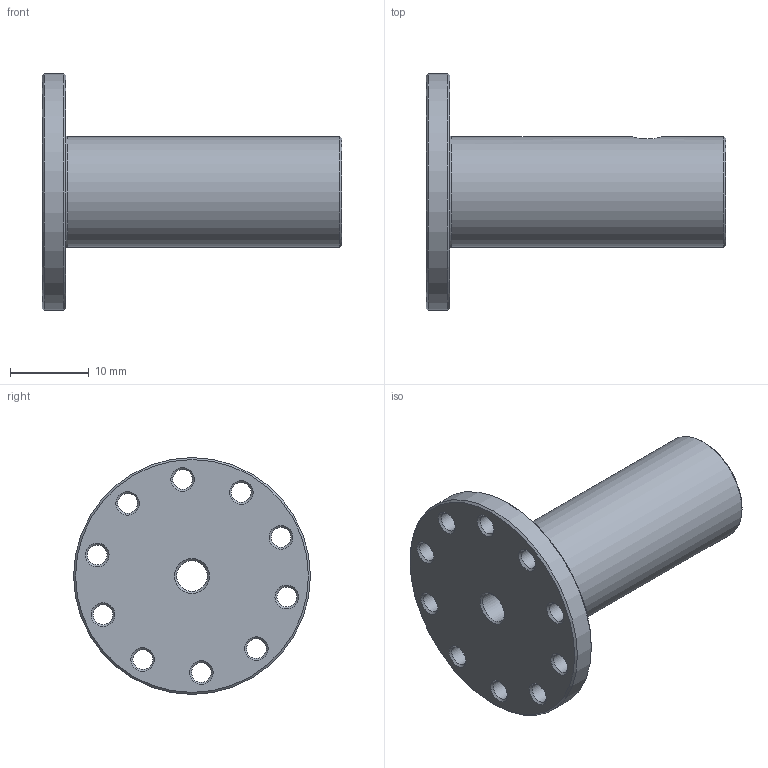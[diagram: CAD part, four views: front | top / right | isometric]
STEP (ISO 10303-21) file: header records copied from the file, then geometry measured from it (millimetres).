
FILE_DESCRIPTION(/* description */ (''),/* implementation_level */ '2;1');
FILE_NAME(/* name */ 'Flaps-Drum-Outside.step',/* time_stamp */ '2023-12-11T17:51:47+08:00',/* author */ (''),/* organization */ (''),/* preprocessor_version */ 'ST-DEVELOPER v20',/* originating_system */ 'Autodesk Translation Framework v12.14.0.127',/* authorisation */ '');
FILE_SCHEMA (('AUTOMOTIVE_DESIGN { 1 0 10303 214 3 1 1 }'));
Length unit declared in the file: millimetre
Products named in the file (1): Flaps-Drum-Outside
Bounding box: 38 x 30 x 30 mm (x, y, z)
Volume: 4539.1 mm3; surface area: 4418.1 mm2
Topology: 1 solids, 1 shells, 45 faces, 99 edges, 58 vertices
Faces by surface type: cone 26, cylinder 15, plane 4
Full cylindrical faces by diameter (mm): 2.5 x10, 3.9 x1, 3.95 x1, 10 x1, 14 x1, 30 x1
Entity records: 1376 total; most frequent: CARTESIAN_POINT 271, DIRECTION 241, ORIENTED_EDGE 198, AXIS2_PLACEMENT_3D 100, EDGE_CURVE 99, EDGE_LOOP 71, VERTEX_POINT 58, CIRCLE 54
